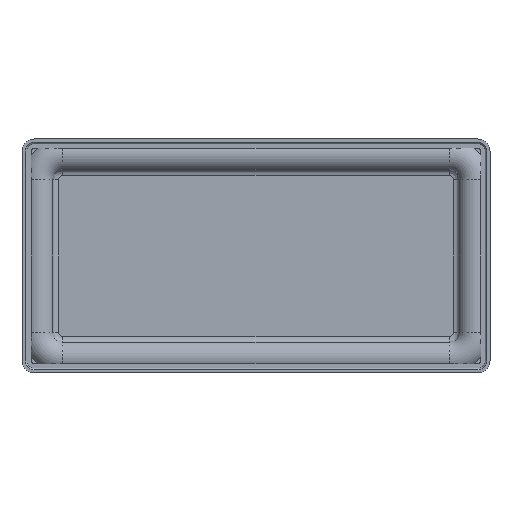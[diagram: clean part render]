
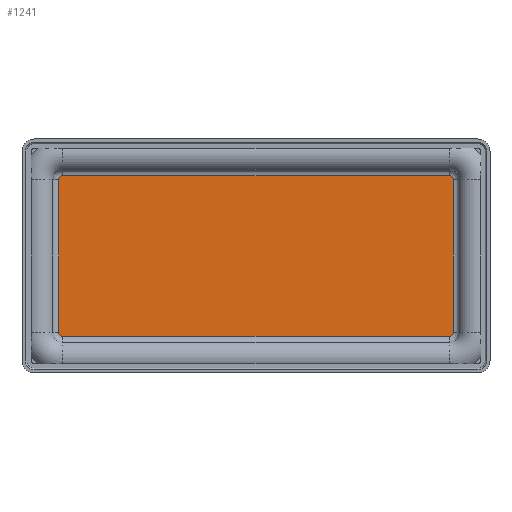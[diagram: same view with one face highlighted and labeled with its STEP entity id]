
A CAD part, front view. The second image highlights one B-rep face of the part: STEP entity #1241.
In plain terms, the highlighted planar face has unit normal (0, -1, 0).
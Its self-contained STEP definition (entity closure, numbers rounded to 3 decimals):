
#87=PLANE('',#1368);
#140=FACE_OUTER_BOUND('',#219,.T.);
#219=EDGE_LOOP('',(#1024,#1025,#1026,#1027,#1028,#1029,#1030,#1031));
#282=CIRCLE('',#1351,1.267);
#286=CIRCLE('',#1356,1.267);
#290=CIRCLE('',#1361,1.267);
#294=CIRCLE('',#1366,1.267);
#403=LINE('',#2126,#503);
#405=LINE('',#2146,#505);
#407=LINE('',#2166,#507);
#409=LINE('',#2186,#509);
#503=VECTOR('',#1631,10.);
#505=VECTOR('',#1643,10.);
#507=VECTOR('',#1655,10.);
#509=VECTOR('',#1667,10.);
#605=VERTEX_POINT('',#2123);
#606=VERTEX_POINT('',#2125);
#608=VERTEX_POINT('',#2139);
#610=VERTEX_POINT('',#2145);
#612=VERTEX_POINT('',#2159);
#614=VERTEX_POINT('',#2165);
#616=VERTEX_POINT('',#2179);
#618=VERTEX_POINT('',#2185);
#748=EDGE_CURVE('',#605,#606,#403,.T.);
#751=EDGE_CURVE('',#606,#608,#282,.T.);
#754=EDGE_CURVE('',#608,#610,#405,.T.);
#757=EDGE_CURVE('',#610,#612,#286,.T.);
#760=EDGE_CURVE('',#612,#614,#407,.T.);
#763=EDGE_CURVE('',#614,#616,#290,.T.);
#766=EDGE_CURVE('',#616,#618,#409,.T.);
#769=EDGE_CURVE('',#618,#605,#294,.T.);
#1024=ORIENTED_EDGE('',*,*,#748,.F.);
#1025=ORIENTED_EDGE('',*,*,#769,.F.);
#1026=ORIENTED_EDGE('',*,*,#766,.F.);
#1027=ORIENTED_EDGE('',*,*,#763,.F.);
#1028=ORIENTED_EDGE('',*,*,#760,.F.);
#1029=ORIENTED_EDGE('',*,*,#757,.F.);
#1030=ORIENTED_EDGE('',*,*,#754,.F.);
#1031=ORIENTED_EDGE('',*,*,#751,.F.);
#1241=ADVANCED_FACE('',(#140),#87,.T.);
#1351=AXIS2_PLACEMENT_3D('',#2140,#1635,#1636);
#1356=AXIS2_PLACEMENT_3D('',#2160,#1647,#1648);
#1361=AXIS2_PLACEMENT_3D('',#2180,#1659,#1660);
#1366=AXIS2_PLACEMENT_3D('',#2199,#1671,#1672);
#1368=AXIS2_PLACEMENT_3D('',#2201,#1675,#1676);
#1631=DIRECTION('',(0.,0.,1.));
#1635=DIRECTION('center_axis',(0.,1.,0.));
#1636=DIRECTION('ref_axis',(-0.707,0.,0.707));
#1643=DIRECTION('',(1.,0.,0.));
#1647=DIRECTION('center_axis',(0.,1.,0.));
#1648=DIRECTION('ref_axis',(0.707,0.,0.707));
#1655=DIRECTION('',(0.,0.,-1.));
#1659=DIRECTION('center_axis',(0.,1.,0.));
#1660=DIRECTION('ref_axis',(0.707,0.,-0.707));
#1667=DIRECTION('',(-1.,0.,0.));
#1671=DIRECTION('center_axis',(0.,1.,0.));
#1672=DIRECTION('ref_axis',(-0.707,0.,-0.707));
#1675=DIRECTION('center_axis',(0.,-1.,0.));
#1676=DIRECTION('ref_axis',(1.,0.,0.));
#2123=CARTESIAN_POINT('',(-63.267,16.,-24.5));
#2125=CARTESIAN_POINT('',(-63.267,16.,24.5));
#2126=CARTESIAN_POINT('',(-63.267,16.,-12.25));
#2139=CARTESIAN_POINT('',(-62.,16.,25.767));
#2140=CARTESIAN_POINT('Origin',(-62.,16.,24.5));
#2145=CARTESIAN_POINT('',(62.,16.,25.767));
#2146=CARTESIAN_POINT('',(-31.,16.,25.767));
#2159=CARTESIAN_POINT('',(63.267,16.,24.5));
#2160=CARTESIAN_POINT('Origin',(62.,16.,24.5));
#2165=CARTESIAN_POINT('',(63.267,16.,-24.5));
#2166=CARTESIAN_POINT('',(63.267,16.,12.25));
#2179=CARTESIAN_POINT('',(62.,16.,-25.767));
#2180=CARTESIAN_POINT('Origin',(62.,16.,-24.5));
#2185=CARTESIAN_POINT('',(-62.,16.,-25.767));
#2186=CARTESIAN_POINT('',(31.,16.,-25.767));
#2199=CARTESIAN_POINT('Origin',(-62.,16.,-24.5));
#2201=CARTESIAN_POINT('Origin',(0.,16.,0.));
